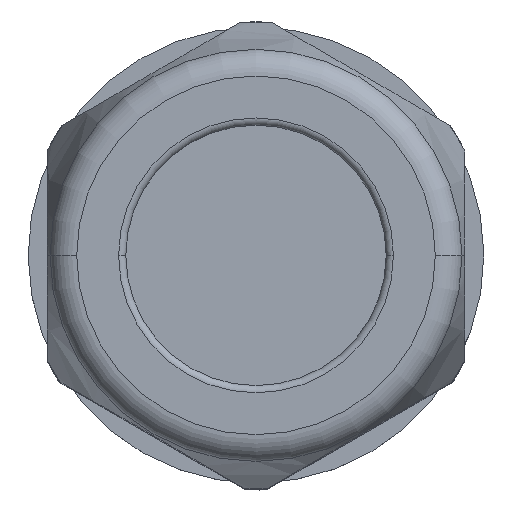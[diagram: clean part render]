
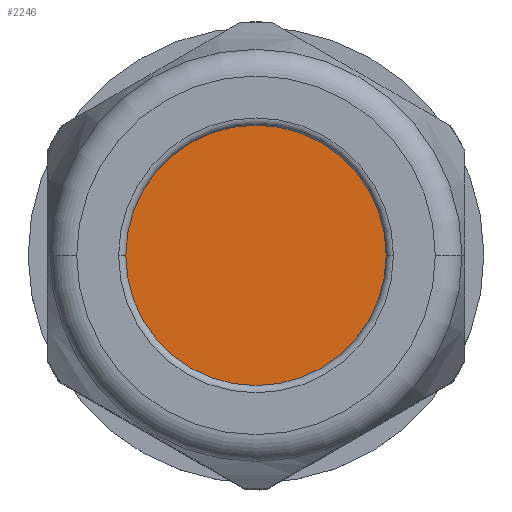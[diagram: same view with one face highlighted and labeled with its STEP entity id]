
A CAD part, top view. The second image highlights one B-rep face of the part: STEP entity #2246.
In plain terms, the highlighted planar face has unit normal (0, 0, 1).
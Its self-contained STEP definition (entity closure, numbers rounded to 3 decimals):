
#2198=AXIS2_PLACEMENT_3D('Circle Axis2P3D',#2196,#2197,$) ;
#2217=AXIS2_PLACEMENT_3D('Circle Axis2P3D',#2215,#2216,$) ;
#2240=AXIS2_PLACEMENT_3D('Plane Axis2P3D',#2237,#2238,#2239) ;
#2193=CARTESIAN_POINT('Vertex',(4.491,22.301,42.285)) ;
#2196=CARTESIAN_POINT('Axis2P3D Location',(15.75,16.15,42.285)) ;
#2200=CARTESIAN_POINT('Vertex',(27.009,9.999,42.285)) ;
#2215=CARTESIAN_POINT('Axis2P3D Location',(15.75,16.15,42.285)) ;
#2237=CARTESIAN_POINT('Axis2P3D Location',(15.75,16.15,42.285)) ;
#2197=DIRECTION('Axis2P3D Direction',(0.,0.,-1.)) ;
#2216=DIRECTION('Axis2P3D Direction',(0.,0.,-1.)) ;
#2238=DIRECTION('Axis2P3D Direction',(0.,0.,-1.)) ;
#2239=DIRECTION('Axis2P3D XDirection',(1.,0.,0.)) ;
#2243=ORIENTED_EDGE('',*,*,#2202,.F.) ;
#2244=ORIENTED_EDGE('',*,*,#2219,.F.) ;
#2246=ADVANCED_FACE('Sealing',(#2245),#2241,.F.) ;
#2199=CIRCLE('generated circle',#2198,12.829) ;
#2218=CIRCLE('generated circle',#2217,12.829) ;
#2202=EDGE_CURVE('',#2194,#2201,#2199,.T.) ;
#2219=EDGE_CURVE('',#2201,#2194,#2218,.T.) ;
#2242=EDGE_LOOP('',(#2243,#2244)) ;
#2245=FACE_OUTER_BOUND('',#2242,.T.) ;
#2241=PLANE('',#2240) ;
#2194=VERTEX_POINT('',#2193) ;
#2201=VERTEX_POINT('',#2200) ;
